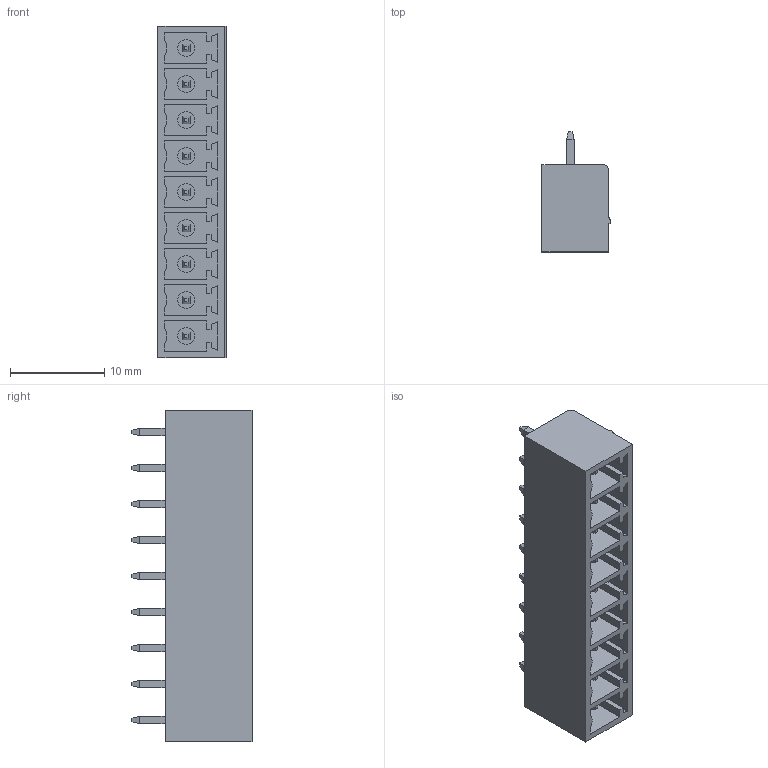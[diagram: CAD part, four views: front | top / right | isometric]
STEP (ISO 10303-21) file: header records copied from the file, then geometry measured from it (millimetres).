
FILE_DESCRIPTION(('FreeCAD Model'),'2;1');
FILE_NAME('Open CASCADE Shape Model','2024-11-04T09:00:25',(''),(''), 'Open CASCADE STEP processor 7.6','FreeCAD','Unknown');
FILE_SCHEMA(('AUTOMOTIVE_DESIGN { 1 0 10303 214 1 1 1 1 }'));
Length unit declared in the file: millimetre
Products named in the file (1): CUI_DEVICES_TBP02R2-381-09BE
Bounding box: 7.2 x 12.7 x 35.08 mm (x, y, z)
Volume: 1332.4 mm3; surface area: 2766.6 mm2
Topology: 1 solids, 1 shells, 353 faces, 873 edges, 558 vertices
Faces by surface type: plane 306, cylinder 47
Entity records: 12709 total; most frequent: CARTESIAN_POINT 1785, ORIENTED_EDGE 1746, DIRECTION 1675, EDGE_CURVE 873, LINE 779, VECTOR 779, VERTEX_POINT 558, AXIS2_PLACEMENT_3D 448
